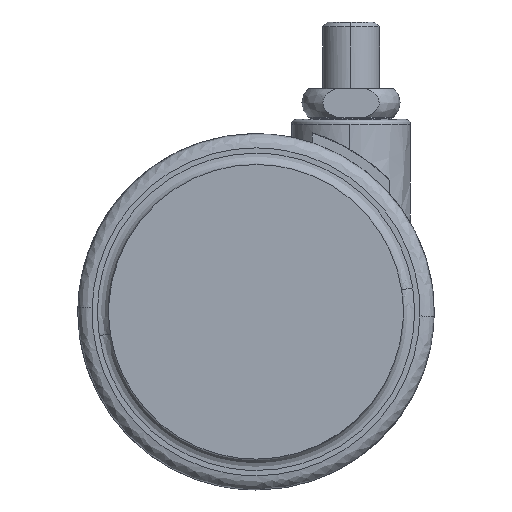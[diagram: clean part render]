
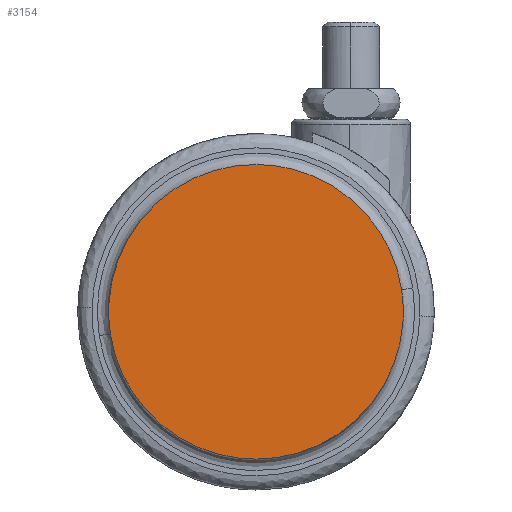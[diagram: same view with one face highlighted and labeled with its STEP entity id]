
A CAD part, front view. The second image highlights one B-rep face of the part: STEP entity #3154.
In plain terms, the highlighted free-form (B-spline) face has degree [1, 1] with [2, 2] control points.
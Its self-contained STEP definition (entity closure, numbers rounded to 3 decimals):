
#3014=CARTESIAN_POINT('',(10.648,-23.5,-35.843));
#3015=VERTEX_POINT('',#3014);
#3029=CARTESIAN_POINT('',(-20.0,-23.5,-71.5));
#3030=VERTEX_POINT('',#3029);
#3031=CARTESIAN_POINT('',(-20.0,-23.5,-71.5));
#3032=CARTESIAN_POINT('',(11.,-23.5,-71.5));
#3033=CARTESIAN_POINT('',(11.,-23.5,-40.5));
#3034=CARTESIAN_POINT('',(11.,-23.5,-38.158));
#3035=CARTESIAN_POINT('',(10.648,-23.5,-35.843));
#3043=(BOUNDED_CURVE()B_SPLINE_CURVE(2,(#3031,#3032,#3033,#3034,#3035),.UNSPECIFIED.,.F.,.U.)B_SPLINE_CURVE_WITH_KNOTS((3,2,3),(0.0,0.25,0.276),.UNSPECIFIED.)CURVE()GEOMETRIC_REPRESENTATION_ITEM()RATIONAL_B_SPLINE_CURVE((1.0,0.707,1.0,0.97,0.946))REPRESENTATION_ITEM(''));
#3044=EDGE_CURVE('',#3030,#3015,#3043,.T.);
#3046=CARTESIAN_POINT('',(-50.648,-23.5,-45.157));
#3047=VERTEX_POINT('',#3046);
#3048=CARTESIAN_POINT('',(-50.648,-23.5,-45.157));
#3049=CARTESIAN_POINT('',(-46.645,-23.5,-71.5));
#3050=CARTESIAN_POINT('',(-20.0,-23.5,-71.5));
#3058=(BOUNDED_CURVE()B_SPLINE_CURVE(2,(#3048,#3049,#3050),.UNSPECIFIED.,.F.,.U.)B_SPLINE_CURVE_WITH_KNOTS((3,3),(0.776,1.0),.UNSPECIFIED.)CURVE()GEOMETRIC_REPRESENTATION_ITEM()RATIONAL_B_SPLINE_CURVE((0.946,0.737,1.0))REPRESENTATION_ITEM(''));
#3059=EDGE_CURVE('',#3047,#3030,#3058,.T.);
#3108=CARTESIAN_POINT('',(-20.0,-23.5,-9.5));
#3109=VERTEX_POINT('',#3108);
#3110=CARTESIAN_POINT('',(-20.0,-23.5,-9.5));
#3111=CARTESIAN_POINT('',(-51.,-23.5,-9.5));
#3112=CARTESIAN_POINT('',(-51.,-23.5,-40.5));
#3113=CARTESIAN_POINT('',(-51.,-23.5,-42.842));
#3114=CARTESIAN_POINT('',(-50.648,-23.5,-45.157));
#3122=(BOUNDED_CURVE()B_SPLINE_CURVE(2,(#3110,#3111,#3112,#3113,#3114),.UNSPECIFIED.,.F.,.U.)B_SPLINE_CURVE_WITH_KNOTS((3,2,3),(0.5,0.75,0.776),.UNSPECIFIED.)CURVE()GEOMETRIC_REPRESENTATION_ITEM()RATIONAL_B_SPLINE_CURVE((1.0,0.707,1.0,0.97,0.946))REPRESENTATION_ITEM(''));
#3123=EDGE_CURVE('',#3109,#3047,#3122,.T.);
#3125=CARTESIAN_POINT('',(10.648,-23.5,-35.843));
#3126=CARTESIAN_POINT('',(6.645,-23.5,-9.5));
#3127=CARTESIAN_POINT('',(-20.0,-23.5,-9.5));
#3135=(BOUNDED_CURVE()B_SPLINE_CURVE(2,(#3125,#3126,#3127),.UNSPECIFIED.,.F.,.U.)B_SPLINE_CURVE_WITH_KNOTS((3,3),(0.276,0.5),.UNSPECIFIED.)CURVE()GEOMETRIC_REPRESENTATION_ITEM()RATIONAL_B_SPLINE_CURVE((0.946,0.737,1.0))REPRESENTATION_ITEM(''));
#3136=EDGE_CURVE('',#3015,#3109,#3135,.T.);
#3143=CARTESIAN_POINT('',(-54.089,-23.5,-6.403));
#3144=CARTESIAN_POINT('',(-54.089,-23.5,-74.597));
#3145=CARTESIAN_POINT('',(14.089,-23.5,-6.403));
#3146=CARTESIAN_POINT('',(14.089,-23.5,-74.597));
#3147=B_SPLINE_SURFACE_WITH_KNOTS('',1,1,((#3143,#3145),(#3144,#3146)),.UNSPECIFIED.,.F.,.F.,.U.,(2,2),(2,2),(0.0,68.194),(0.0,68.178),.UNSPECIFIED.);
#3148=ORIENTED_EDGE('',*,*,#3044,.T.);
#3149=ORIENTED_EDGE('',*,*,#3136,.T.);
#3150=ORIENTED_EDGE('',*,*,#3123,.T.);
#3151=ORIENTED_EDGE('',*,*,#3059,.T.);
#3152=EDGE_LOOP('',(#3148,#3149,#3150,#3151));
#3153=FACE_OUTER_BOUND('',#3152,.T.);
#3154=ADVANCED_FACE('',(#3153),#3147,.T.);
